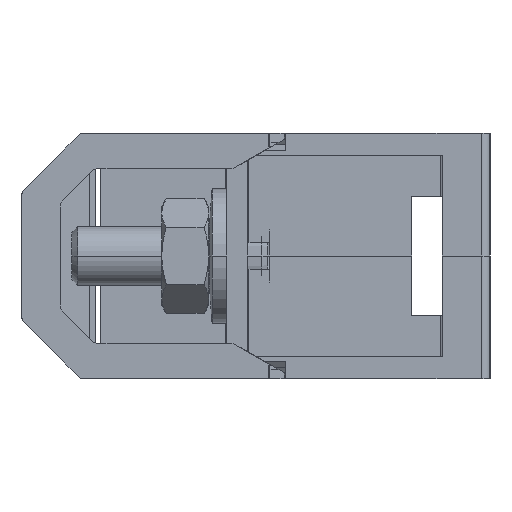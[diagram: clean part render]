
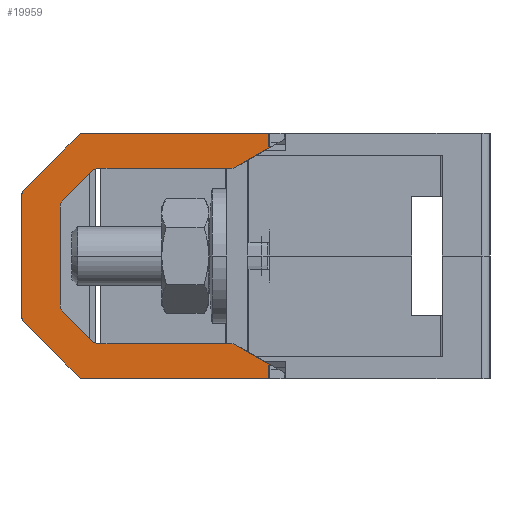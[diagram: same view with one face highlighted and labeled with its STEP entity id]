
A CAD part, left-side view. The second image highlights one B-rep face of the part: STEP entity #19959.
In plain terms, the highlighted face is planar.
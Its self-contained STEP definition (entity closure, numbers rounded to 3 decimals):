
#16464=CARTESIAN_POINT('',(104.75,-25.717,18.459));
#16792=CARTESIAN_POINT('',(104.75,-25.717,-18.459));
#16923=DIRECTION('',(0.,0.,1.));
#16924=VECTOR('',#16923,21.237);
#16925=CARTESIAN_POINT('',(104.75,16.5,-10.619));
#16926=LINE('',#16925,#16924);
#17122=DIRECTION('',(0.,0.707,-0.707));
#17123=VECTOR('',#17122,13.479);
#17124=CARTESIAN_POINT('',(104.75,6.734,20.716));
#17125=LINE('',#17124,#17123);
#17126=DIRECTION('',(0.,-0.707,-0.707));
#17127=VECTOR('',#17126,13.479);
#17128=CARTESIAN_POINT('',(104.75,16.266,-11.184));
#17129=LINE('',#17128,#17127);
#17130=CARTESIAN_POINT('',(104.75,6.169,-20.15));
#17131=DIRECTION('',(1.,0.,0.));
#17132=DIRECTION('',(0.,0.,-1.));
#17133=AXIS2_PLACEMENT_3D('',#17130,#17131,#17132);
#17135=DIRECTION('',(0.,-1.,0.));
#17136=VECTOR('',#17135,31.886);
#17137=CARTESIAN_POINT('',(104.75,6.169,-20.95));
#17138=LINE('',#17137,#17136);
#17139=DIRECTION('',(0.,0.,-1.));
#17140=VECTOR('',#17139,2.491);
#17141=CARTESIAN_POINT('',(104.75,-25.717,-18.459));
#17142=LINE('',#17141,#17140);
#17143=DIRECTION('',(0.,0.866,0.5));
#17144=VECTOR('',#17143,6.516);
#17145=CARTESIAN_POINT('',(104.75,-25.717,-18.459));
#17146=LINE('',#17145,#17144);
#17147=CARTESIAN_POINT('',(104.75,-19.324,-16.5));
#17148=DIRECTION('',(1.,0.,0.));
#17149=DIRECTION('',(0.,0.,1.));
#17150=AXIS2_PLACEMENT_3D('',#17147,#17148,#17149);
#17152=DIRECTION('',(0.,1.,0.));
#17153=VECTOR('',#17152,22.668);
#17154=CARTESIAN_POINT('',(104.75,-19.324,-15.));
#17155=LINE('',#17154,#17153);
#17156=DIRECTION('',(0.,-0.707,-0.707));
#17157=VECTOR('',#17156,7.293);
#17158=CARTESIAN_POINT('',(104.75,9.561,-9.404));
#17159=LINE('',#17158,#17157);
#17160=DIRECTION('',(0.,0.,-1.));
#17161=VECTOR('',#17160,16.687);
#17162=CARTESIAN_POINT('',(104.75,10.,8.343));
#17163=LINE('',#17162,#17161);
#17164=DIRECTION('',(0.,0.707,-0.707));
#17165=VECTOR('',#17164,7.293);
#17166=CARTESIAN_POINT('',(104.75,4.404,14.561));
#17167=LINE('',#17166,#17165);
#17168=DIRECTION('',(0.,-1.,0.));
#17169=VECTOR('',#17168,22.668);
#17170=CARTESIAN_POINT('',(104.75,3.343,15.));
#17171=LINE('',#17170,#17169);
#17172=CARTESIAN_POINT('',(104.75,-19.324,16.5));
#17173=DIRECTION('',(1.,0.,0.));
#17174=DIRECTION('',(0.,-0.5,-0.866));
#17175=AXIS2_PLACEMENT_3D('',#17172,#17173,#17174);
#17177=DIRECTION('',(0.,-0.866,0.5));
#17178=VECTOR('',#17177,6.516);
#17179=CARTESIAN_POINT('',(104.75,-20.074,15.201));
#17180=LINE('',#17179,#17178);
#17181=DIRECTION('',(0.,0.,-1.));
#17182=VECTOR('',#17181,2.491);
#17183=CARTESIAN_POINT('',(104.75,-25.717,20.95));
#17184=LINE('',#17183,#17182);
#17185=DIRECTION('',(0.,1.,0.));
#17186=VECTOR('',#17185,31.886);
#17187=CARTESIAN_POINT('',(104.75,-25.717,20.95));
#17188=LINE('',#17187,#17186);
#17189=CARTESIAN_POINT('',(104.75,6.169,20.15));
#17190=DIRECTION('',(1.,0.,0.));
#17191=DIRECTION('',(0.,0.707,0.707));
#17192=AXIS2_PLACEMENT_3D('',#17189,#17190,#17191);
#17879=CARTESIAN_POINT('',(104.75,15.7,-10.619));
#17880=DIRECTION('',(-1.,0.,0.));
#17881=DIRECTION('',(0.,1.,0.));
#17882=AXIS2_PLACEMENT_3D('',#17879,#17880,#17881);
#18085=CARTESIAN_POINT('',(104.75,15.7,10.619));
#18086=DIRECTION('',(1.,0.,0.));
#18087=DIRECTION('',(0.,1.,0.));
#18088=AXIS2_PLACEMENT_3D('',#18085,#18086,#18087);
#18144=CARTESIAN_POINT('',(104.75,3.343,13.5));
#18145=DIRECTION('',(-1.,0.,0.));
#18146=DIRECTION('',(0.,0.,1.));
#18147=AXIS2_PLACEMENT_3D('',#18144,#18145,#18146);
#18167=CARTESIAN_POINT('',(104.75,8.5,8.343));
#18168=DIRECTION('',(-1.,0.,0.));
#18169=DIRECTION('',(0.,0.707,0.707));
#18170=AXIS2_PLACEMENT_3D('',#18167,#18168,#18169);
#18185=CARTESIAN_POINT('',(104.75,8.5,-8.343));
#18186=DIRECTION('',(-1.,0.,0.));
#18187=DIRECTION('',(0.,1.,0.));
#18188=AXIS2_PLACEMENT_3D('',#18185,#18186,#18187);
#18203=CARTESIAN_POINT('',(104.75,3.343,-13.5));
#18204=DIRECTION('',(-1.,0.,0.));
#18205=DIRECTION('',(0.,0.707,-0.707));
#18206=AXIS2_PLACEMENT_3D('',#18203,#18204,#18205);
#18412=CARTESIAN_POINT('',(104.75,16.5,-10.619));
#18413=CARTESIAN_POINT('',(104.75,16.5,10.619));
#18414=VERTEX_POINT('',#18412);
#18415=VERTEX_POINT('',#18413);
#18618=CARTESIAN_POINT('',(104.75,6.169,-20.95));
#18619=VERTEX_POINT('',#18618);
#18620=CARTESIAN_POINT('',(104.75,6.734,-20.716));
#18621=VERTEX_POINT('',#18620);
#18630=CARTESIAN_POINT('',(104.75,6.734,20.716));
#18631=CARTESIAN_POINT('',(104.75,6.169,20.95));
#18632=VERTEX_POINT('',#18630);
#18633=VERTEX_POINT('',#18631);
#18652=CARTESIAN_POINT('',(104.75,16.266,-11.184));
#18653=VERTEX_POINT('',#18652);
#18654=CARTESIAN_POINT('',(104.75,16.266,11.184));
#18655=VERTEX_POINT('',#18654);
#18657=CARTESIAN_POINT('',(104.75,3.343,-15.));
#18659=VERTEX_POINT('',#18657);
#18661=CARTESIAN_POINT('',(104.75,4.404,-14.561));
#18663=VERTEX_POINT('',#18661);
#18665=CARTESIAN_POINT('',(104.75,9.561,-9.404));
#18667=VERTEX_POINT('',#18665);
#18669=CARTESIAN_POINT('',(104.75,10.,-8.343));
#18671=VERTEX_POINT('',#18669);
#18672=CARTESIAN_POINT('',(104.75,3.343,15.));
#18674=VERTEX_POINT('',#18672);
#18676=CARTESIAN_POINT('',(104.75,4.404,14.561));
#18678=VERTEX_POINT('',#18676);
#18681=CARTESIAN_POINT('',(104.75,10.,8.343));
#18683=VERTEX_POINT('',#18681);
#18685=CARTESIAN_POINT('',(104.75,9.561,9.404));
#18687=VERTEX_POINT('',#18685);
#18688=CARTESIAN_POINT('',(104.75,-19.324,-15.));
#18689=CARTESIAN_POINT('',(104.75,-20.074,-15.201));
#18690=VERTEX_POINT('',#18688);
#18691=VERTEX_POINT('',#18689);
#18696=CARTESIAN_POINT('',(104.75,-20.074,15.201));
#18697=CARTESIAN_POINT('',(104.75,-19.324,15.));
#18698=VERTEX_POINT('',#18696);
#18699=VERTEX_POINT('',#18697);
#18704=VERTEX_POINT('',#16464);
#18708=CARTESIAN_POINT('',(104.75,-25.717,20.95));
#18709=VERTEX_POINT('',#18708);
#18710=CARTESIAN_POINT('',(104.75,-25.717,-20.95));
#18712=VERTEX_POINT('',#18710);
#18716=VERTEX_POINT('',#16792);
#19910=CARTESIAN_POINT('',(104.75,-28.3,-20.95));
#19911=DIRECTION('',(1.,0.,0.));
#19912=DIRECTION('',(0.,1.,0.));
#19913=AXIS2_PLACEMENT_3D('',#19910,#19911,#19912);
#19914=PLANE('',#19913);
#19916=ORIENTED_EDGE('',*,*,#19915,.T.);
#19918=ORIENTED_EDGE('',*,*,#19917,.F.);
#19919=ORIENTED_EDGE('',*,*,#19558,.F.);
#19921=ORIENTED_EDGE('',*,*,#19920,.T.);
#19923=ORIENTED_EDGE('',*,*,#19922,.T.);
#19925=ORIENTED_EDGE('',*,*,#19924,.F.);
#19926=ORIENTED_EDGE('',*,*,#18796,.T.);
#19927=ORIENTED_EDGE('',*,*,#18855,.F.);
#19928=ORIENTED_EDGE('',*,*,#19400,.T.);
#19930=ORIENTED_EDGE('',*,*,#19929,.F.);
#19932=ORIENTED_EDGE('',*,*,#19931,.T.);
#19934=ORIENTED_EDGE('',*,*,#19933,.F.);
#19936=ORIENTED_EDGE('',*,*,#19935,.F.);
#19938=ORIENTED_EDGE('',*,*,#19937,.F.);
#19940=ORIENTED_EDGE('',*,*,#19939,.F.);
#19942=ORIENTED_EDGE('',*,*,#19941,.F.);
#19944=ORIENTED_EDGE('',*,*,#19943,.F.);
#19946=ORIENTED_EDGE('',*,*,#19945,.F.);
#19948=ORIENTED_EDGE('',*,*,#19947,.T.);
#19950=ORIENTED_EDGE('',*,*,#19949,.F.);
#19951=ORIENTED_EDGE('',*,*,#18952,.T.);
#19952=ORIENTED_EDGE('',*,*,#18912,.F.);
#19954=ORIENTED_EDGE('',*,*,#19953,.T.);
#19956=ORIENTED_EDGE('',*,*,#19955,.F.);
#19957=EDGE_LOOP('',(#19916,#19918,#19919,#19921,#19923,#19925,#19926,#19927,
#19928,#19930,#19932,#19934,#19936,#19938,#19940,#19942,#19944,#19946,#19948,
#19950,#19951,#19952,#19954,#19956));
#19958=FACE_OUTER_BOUND('',#19957,.F.);
#17134=CIRCLE('',#17133,0.8);
#17151=CIRCLE('',#17150,1.5);
#17176=CIRCLE('',#17175,1.5);
#17193=CIRCLE('',#17192,0.8);
#17883=CIRCLE('',#17882,0.8);
#18089=CIRCLE('',#18088,0.8);
#18148=CIRCLE('',#18147,1.5);
#18171=CIRCLE('',#18170,1.5);
#18189=CIRCLE('',#18188,1.5);
#18207=CIRCLE('',#18206,1.5);
#18796=EDGE_CURVE('',#18619,#18712,#17138,.T.);
#18855=EDGE_CURVE('',#18716,#18712,#17142,.T.);
#18912=EDGE_CURVE('',#18709,#18704,#17184,.T.);
#18952=EDGE_CURVE('',#18698,#18704,#17180,.T.);
#19400=EDGE_CURVE('',#18716,#18691,#17146,.T.);
#19558=EDGE_CURVE('',#18414,#18415,#16926,.T.);
#19915=EDGE_CURVE('',#18632,#18655,#17125,.T.);
#19917=EDGE_CURVE('',#18415,#18655,#18089,.T.);
#19920=EDGE_CURVE('',#18414,#18653,#17883,.T.);
#19922=EDGE_CURVE('',#18653,#18621,#17129,.T.);
#19924=EDGE_CURVE('',#18619,#18621,#17134,.T.);
#19929=EDGE_CURVE('',#18690,#18691,#17151,.T.);
#19931=EDGE_CURVE('',#18690,#18659,#17155,.T.);
#19933=EDGE_CURVE('',#18663,#18659,#18207,.T.);
#19935=EDGE_CURVE('',#18667,#18663,#17159,.T.);
#19937=EDGE_CURVE('',#18671,#18667,#18189,.T.);
#19939=EDGE_CURVE('',#18683,#18671,#17163,.T.);
#19941=EDGE_CURVE('',#18687,#18683,#18171,.T.);
#19943=EDGE_CURVE('',#18678,#18687,#17167,.T.);
#19945=EDGE_CURVE('',#18674,#18678,#18148,.T.);
#19947=EDGE_CURVE('',#18674,#18699,#17171,.T.);
#19949=EDGE_CURVE('',#18698,#18699,#17176,.T.);
#19953=EDGE_CURVE('',#18709,#18633,#17188,.T.);
#19955=EDGE_CURVE('',#18632,#18633,#17193,.T.);
#19959=ADVANCED_FACE('',(#19958),#19914,.T.);
